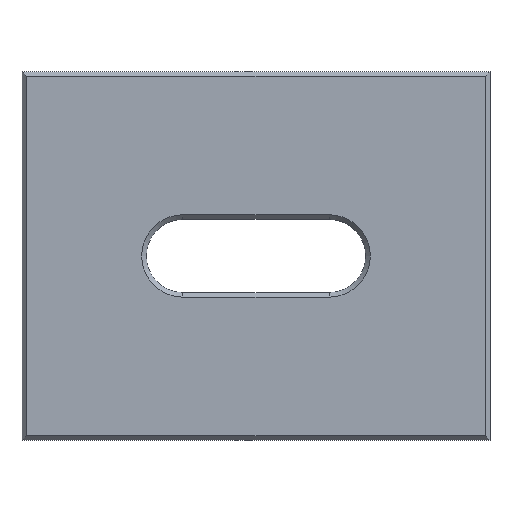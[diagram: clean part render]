
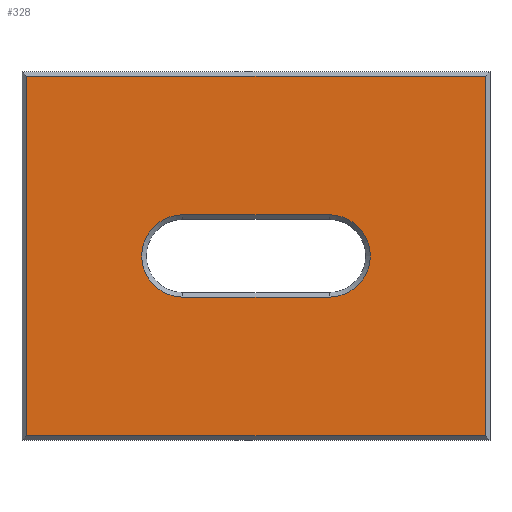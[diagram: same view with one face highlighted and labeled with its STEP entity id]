
A CAD part, top view. The second image highlights one B-rep face of the part: STEP entity #328.
In plain terms, the highlighted planar face has unit normal (0, 0, 1).
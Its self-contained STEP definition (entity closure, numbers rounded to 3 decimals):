
#124 = VERTEX_POINT('',#125);
#125 = CARTESIAN_POINT('',(-49.8,39.,5.));
#133 = VERTEX_POINT('',#134);
#134 = CARTESIAN_POINT('',(-49.8,-39.,5.));
#140 = EDGE_CURVE('',#124,#133,#141,.T.);
#141 = LINE('',#142,#143);
#142 = CARTESIAN_POINT('',(-49.8,40.,5.));
#143 = VECTOR('',#144,1.);
#144 = DIRECTION('',(0.,-1.,0.));
#232 = VERTEX_POINT('',#233);
#233 = CARTESIAN_POINT('',(49.8,39.,5.));
#241 = EDGE_CURVE('',#232,#124,#242,.T.);
#242 = LINE('',#243,#244);
#243 = CARTESIAN_POINT('',(50.8,39.,5.));
#244 = VECTOR('',#245,1.);
#245 = DIRECTION('',(-1.,0.,0.));
#328 = ADVANCED_FACE('',(#329,#347),#383,.T.);
#329 = FACE_BOUND('',#330,.T.);
#330 = EDGE_LOOP('',(#331,#332,#340,#346));
#331 = ORIENTED_EDGE('',*,*,#140,.T.);
#332 = ORIENTED_EDGE('',*,*,#333,.T.);
#333 = EDGE_CURVE('',#133,#334,#336,.T.);
#334 = VERTEX_POINT('',#335);
#335 = CARTESIAN_POINT('',(49.8,-39.,5.));
#336 = LINE('',#337,#338);
#337 = CARTESIAN_POINT('',(-50.8,-39.,5.));
#338 = VECTOR('',#339,1.);
#339 = DIRECTION('',(1.,0.,0.));
#340 = ORIENTED_EDGE('',*,*,#341,.T.);
#341 = EDGE_CURVE('',#334,#232,#342,.T.);
#342 = LINE('',#343,#344);
#343 = CARTESIAN_POINT('',(49.8,-40.,5.));
#344 = VECTOR('',#345,1.);
#345 = DIRECTION('',(0.,1.,0.));
#346 = ORIENTED_EDGE('',*,*,#241,.T.);
#347 = FACE_BOUND('',#348,.T.);
#348 = EDGE_LOOP('',(#349,#360,#368,#377));
#349 = ORIENTED_EDGE('',*,*,#350,.F.);
#350 = EDGE_CURVE('',#351,#353,#355,.T.);
#351 = VERTEX_POINT('',#352);
#352 = CARTESIAN_POINT('',(-15.875,8.938,5.));
#353 = VERTEX_POINT('',#354);
#354 = CARTESIAN_POINT('',(-15.875,-8.938,5.));
#355 = CIRCLE('',#356,8.938);
#356 = AXIS2_PLACEMENT_3D('',#357,#358,#359);
#357 = CARTESIAN_POINT('',(-15.875,0.,5.));
#358 = DIRECTION('',(0.,0.,1.));
#359 = DIRECTION('',(0.,1.,0.));
#360 = ORIENTED_EDGE('',*,*,#361,.F.);
#361 = EDGE_CURVE('',#362,#351,#364,.T.);
#362 = VERTEX_POINT('',#363);
#363 = CARTESIAN_POINT('',(15.875,8.938,5.));
#364 = LINE('',#365,#366);
#365 = CARTESIAN_POINT('',(15.875,8.938,5.));
#366 = VECTOR('',#367,1.);
#367 = DIRECTION('',(-1.,-0.,-0.));
#368 = ORIENTED_EDGE('',*,*,#369,.F.);
#369 = EDGE_CURVE('',#370,#362,#372,.T.);
#370 = VERTEX_POINT('',#371);
#371 = CARTESIAN_POINT('',(15.875,-8.938,5.));
#372 = CIRCLE('',#373,8.938);
#373 = AXIS2_PLACEMENT_3D('',#374,#375,#376);
#374 = CARTESIAN_POINT('',(15.875,0.,5.));
#375 = DIRECTION('',(0.,0.,1.));
#376 = DIRECTION('',(0.,-1.,0.));
#377 = ORIENTED_EDGE('',*,*,#378,.F.);
#378 = EDGE_CURVE('',#353,#370,#379,.T.);
#379 = LINE('',#380,#381);
#380 = CARTESIAN_POINT('',(-15.875,-8.938,5.));
#381 = VECTOR('',#382,1.);
#382 = DIRECTION('',(1.,0.,0.));
#383 = PLANE('',#384);
#384 = AXIS2_PLACEMENT_3D('',#385,#386,#387);
#385 = CARTESIAN_POINT('',(0.,0.,5.));
#386 = DIRECTION('',(0.,0.,1.));
#387 = DIRECTION('',(1.,0.,0.));
